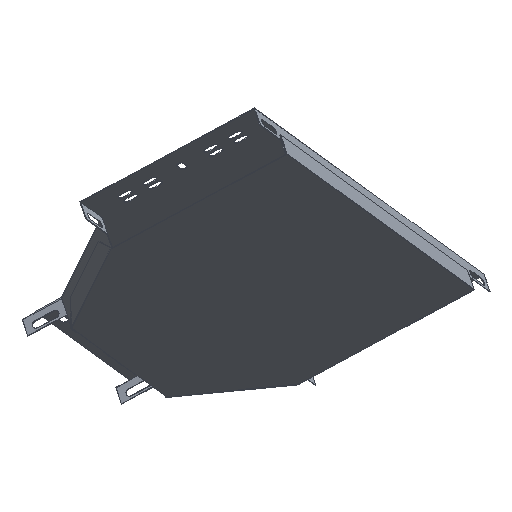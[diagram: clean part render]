
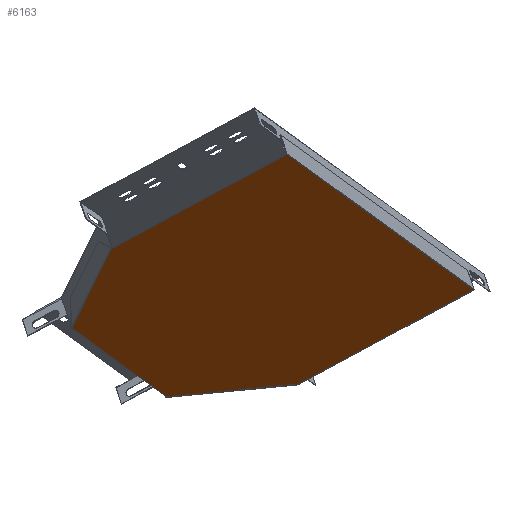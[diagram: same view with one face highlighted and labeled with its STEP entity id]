
A CAD part, front view. The second image highlights one B-rep face of the part: STEP entity #6163.
In plain terms, the highlighted planar face has unit normal (0.283, -0.485, -0.827).
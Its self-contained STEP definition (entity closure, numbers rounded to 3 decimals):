
#154 = VECTOR ( 'NONE', #3357, 1000. ) ;
#170 = LINE ( 'NONE', #2828, #154 ) ;
#240 = ORIENTED_EDGE ( 'NONE', *, *, #1211, .T. ) ;
#267 = CARTESIAN_POINT ( 'NONE',  ( -151.542, 120.006, -7. ) ) ;
#362 = EDGE_CURVE ( 'NONE', #3295, #6567, #3681, .T. ) ;
#487 = ORIENTED_EDGE ( 'NONE', *, *, #1094, .T. ) ;
#568 = VECTOR ( 'NONE', #5227, 1000. ) ;
#712 = LINE ( 'NONE', #6173, #732 ) ;
#731 = EDGE_CURVE ( 'NONE', #4312, #4147, #3255, .T. ) ;
#732 = VECTOR ( 'NONE', #1986, 1000. ) ;
#813 = VERTEX_POINT ( 'NONE', #267 ) ;
#857 = CARTESIAN_POINT ( 'NONE',  ( 69.53, 341.029, -61.107 ) ) ;
#914 = DIRECTION ( 'NONE',  ( 0.276, -0.785, 0.555 ) ) ;
#981 = LINE ( 'NONE', #2674, #3506 ) ;
#1094 = EDGE_CURVE ( 'NONE', #4147, #6218, #2770, .T. ) ;
#1191 = EDGE_CURVE ( 'NONE', #6312, #1326, #2654, .T. ) ;
#1211 = EDGE_CURVE ( 'NONE', #813, #6567, #2623, .T. ) ;
#1297 = CARTESIAN_POINT ( 'NONE',  ( -153.14, 120.356, -7.751 ) ) ;
#1322 = PLANE ( 'NONE',  #6478 ) ;
#1326 = VERTEX_POINT ( 'NONE', #3711 ) ;
#1342 = ORIENTED_EDGE ( 'NONE', *, *, #362, .F. ) ;
#1421 = ORIENTED_EDGE ( 'NONE', *, *, #4203, .F. ) ;
#1480 = FACE_OUTER_BOUND ( 'NONE', #6098, .T. ) ;
#1507 = ORIENTED_EDGE ( 'NONE', *, *, #3157, .T. ) ;
#1636 = VERTEX_POINT ( 'NONE', #2528 ) ;
#1821 = CARTESIAN_POINT ( 'NONE',  ( -60.23, 286.118, -73.253 ) ) ;
#1845 = CARTESIAN_POINT ( 'NONE',  ( -60.616, 287.217, -74.03 ) ) ;
#1986 = DIRECTION ( 'NONE',  ( 0.919, 0.385, 0.088 ) ) ;
#2018 = LINE ( 'NONE', #4686, #568 ) ;
#2172 = ORIENTED_EDGE ( 'NONE', *, *, #731, .T. ) ;
#2265 = ORIENTED_EDGE ( 'NONE', *, *, #5873, .T. ) ;
#2516 = CARTESIAN_POINT ( 'NONE',  ( 69.695, 340.558, -60.774 ) ) ;
#2528 = CARTESIAN_POINT ( 'NONE',  ( -152.829, 119.467, -7.123 ) ) ;
#2558 = CARTESIAN_POINT ( 'NONE',  ( 239.949, 283.534, 30.902 ) ) ;
#2619 = VECTOR ( 'NONE', #4178, 1000. ) ;
#2623 = LINE ( 'NONE', #4255, #2619 ) ;
#2654 = LINE ( 'NONE', #4284, #2678 ) ;
#2674 = CARTESIAN_POINT ( 'NONE',  ( 57.013, -47.802, 162.782 ) ) ;
#2678 = VECTOR ( 'NONE', #4299, 1000. ) ;
#2755 = VECTOR ( 'NONE', #4981, 1000. ) ;
#2770 = LINE ( 'NONE', #5075, #2755 ) ;
#2821 = EDGE_CURVE ( 'NONE', #1636, #813, #712, .T. ) ;
#2828 = CARTESIAN_POINT ( 'NONE',  ( -61.655, 286.782, -74.13 ) ) ;
#3038 = DIRECTION ( 'NONE',  ( -0.283, 0.485, 0.827 ) ) ;
#3157 = EDGE_CURVE ( 'NONE', #3295, #4312, #170, .T. ) ;
#3173 = VERTEX_POINT ( 'NONE', #4951 ) ;
#3175 = CARTESIAN_POINT ( 'NONE',  ( -113.851, 8.457, 71.346 ) ) ;
#3190 = VECTOR ( 'NONE', #914, 1000. ) ;
#3201 = DIRECTION ( 'NONE',  ( -0.845, 0.283, -0.455 ) ) ;
#3255 = LINE ( 'NONE', #857, #3190 ) ;
#3295 = VERTEX_POINT ( 'NONE', #1845 ) ;
#3332 = ORIENTED_EDGE ( 'NONE', *, *, #1191, .F. ) ;
#3357 = DIRECTION ( 'NONE',  ( 0.919, 0.385, 0.088 ) ) ;
#3506 = VECTOR ( 'NONE', #3201, 1000. ) ;
#3653 = VECTOR ( 'NONE', #3865, 1000. ) ;
#3681 = LINE ( 'NONE', #5535, #3653 ) ;
#3698 = CARTESIAN_POINT ( 'NONE',  ( 69.31, 341.656, -61.551 ) ) ;
#3711 = CARTESIAN_POINT ( 'NONE',  ( -112.565, 8.996, 71.47 ) ) ;
#3865 = DIRECTION ( 'NONE',  ( 0.276, -0.785, 0.555 ) ) ;
#4147 = VERTEX_POINT ( 'NONE', #2516 ) ;
#4178 = DIRECTION ( 'NONE',  ( 0.455, 0.827, -0.33 ) ) ;
#4203 = EDGE_CURVE ( 'NONE', #3173, #6218, #2018, .T. ) ;
#4255 = CARTESIAN_POINT ( 'NONE',  ( -151.542, 120.006, -7. ) ) ;
#4284 = CARTESIAN_POINT ( 'NONE',  ( -113.117, 8.765, 71.417 ) ) ;
#4299 = DIRECTION ( 'NONE',  ( 0.919, 0.385, 0.088 ) ) ;
#4312 = VERTEX_POINT ( 'NONE', #3698 ) ;
#4502 = EDGE_CURVE ( 'NONE', #1636, #6312, #5811, .T. ) ;
#4686 = CARTESIAN_POINT ( 'NONE',  ( 57.174, -48.964, 163.519 ) ) ;
#4951 = CARTESIAN_POINT ( 'NONE',  ( 57.688, -48.028, 163.146 ) ) ;
#4981 = DIRECTION ( 'NONE',  ( 0.845, -0.283, 0.455 ) ) ;
#5075 = CARTESIAN_POINT ( 'NONE',  ( 69.695, 340.558, -60.774 ) ) ;
#5227 = DIRECTION ( 'NONE',  ( 0.455, 0.827, -0.33 ) ) ;
#5535 = CARTESIAN_POINT ( 'NONE',  ( -60.395, 286.589, -73.586 ) ) ;
#5671 = VECTOR ( 'NONE', #6520, 1000. ) ;
#5811 = LINE ( 'NONE', #1297, #5671 ) ;
#5852 = ORIENTED_EDGE ( 'NONE', *, *, #4502, .F. ) ;
#5873 = EDGE_CURVE ( 'NONE', #3173, #1326, #981, .T. ) ;
#6098 = EDGE_LOOP ( 'NONE', ( #240, #1342, #1507, #2172, #487, #1421, #2265, #3332, #5852, #6610 ) ) ;
#6157 = CARTESIAN_POINT ( 'NONE',  ( -190.675, 231.461, -85.783 ) ) ;
#6163 = ADVANCED_FACE ( 'NONE', ( #1480 ), #1322, .F. ) ;
#6173 = CARTESIAN_POINT ( 'NONE',  ( -152.094, 119.775, -7.052 ) ) ;
#6218 = VERTEX_POINT ( 'NONE', #2558 ) ;
#6312 = VERTEX_POINT ( 'NONE', #3175 ) ;
#6478 = AXIS2_PLACEMENT_3D ( 'NONE', #6157, #3038, #6629 ) ;
#6520 = DIRECTION ( 'NONE',  ( 0.276, -0.785, 0.555 ) ) ;
#6567 = VERTEX_POINT ( 'NONE', #1821 ) ;
#6610 = ORIENTED_EDGE ( 'NONE', *, *, #2821, .T. ) ;
#6629 = DIRECTION ( 'NONE',  ( -0.455, -0.827, 0.33 ) ) ;
